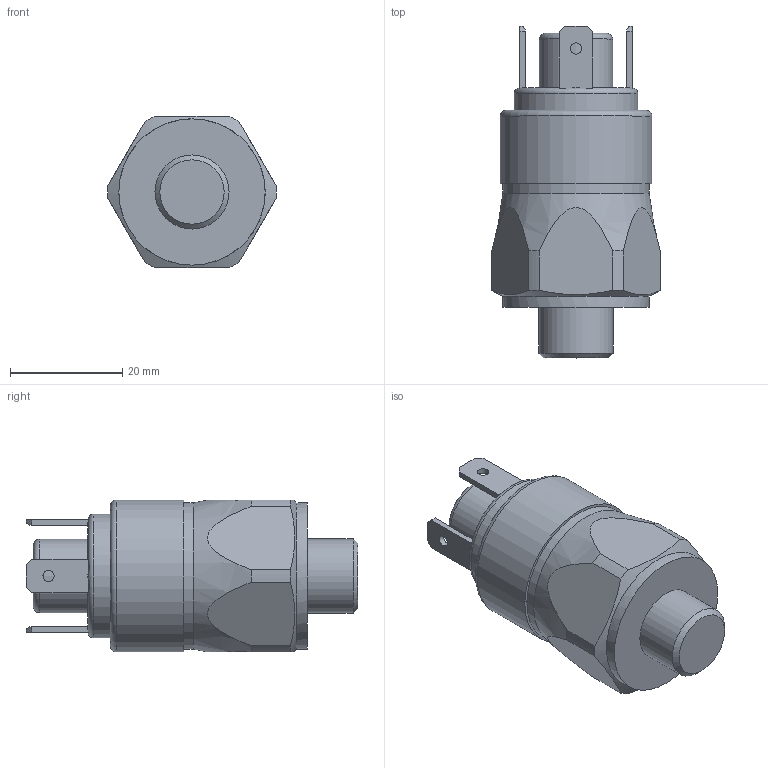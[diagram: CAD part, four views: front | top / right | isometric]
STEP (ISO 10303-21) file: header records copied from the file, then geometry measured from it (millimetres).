
FILE_DESCRIPTION(/* description */ ('STEP AP214'),/* implementation_level */ '2;1');
FILE_NAME(/* name */ '159259_PEV-1_4-A-SW27',/* time_stamp */ '2024-09-13T18:18:03+02:00',/* author */ ('License CC BY-ND 4.0'),/* organization */ ('CADENAS'),/* preprocessor_version */ 'ST-DEVELOPER v19.3',/* originating_system */ 'PARTsolutions',/* authorisation */ ' ');
FILE_SCHEMA (('AUTOMOTIVE_DESIGN {1 0 10303 214 3 1 1}'));
Length unit declared in the file: millimetre
Products named in the file (1): 159259 PEV-1/4-A-SW27
Bounding box: 29.99 x 59 x 27 mm (x, y, z)
Volume: 24726.2 mm3; surface area: 5779.8 mm2
Topology: 1 solids, 1 shells, 66 faces, 174 edges, 114 vertices
Faces by surface type: plane 44, cylinder 16, torus 3, cone 3
Full cylindrical faces by diameter (mm): 2 x4, 13 x1, 13.157 x1, 22 x1, 26 x2, 27 x1
Entity records: 2068 total; most frequent: CARTESIAN_POINT 481, ORIENTED_EDGE 310, DIRECTION 304, EDGE_CURVE 155, VERTEX_POINT 111, AXIS2_PLACEMENT_3D 106, EDGE_LOOP 94, FACE_BOUND 94
